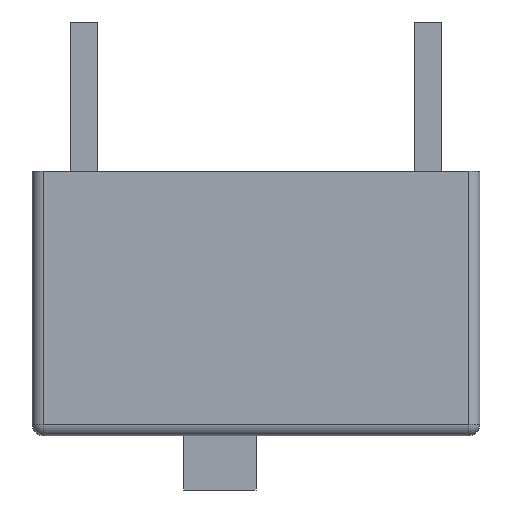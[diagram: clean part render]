
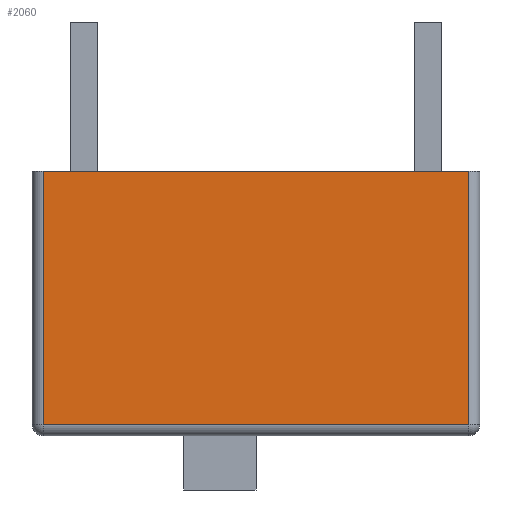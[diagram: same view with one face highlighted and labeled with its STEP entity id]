
A CAD part, left-side view. The second image highlights one B-rep face of the part: STEP entity #2060.
In plain terms, the highlighted planar face has unit normal (-1, 0, 0).
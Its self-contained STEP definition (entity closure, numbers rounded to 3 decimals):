
#140 = EDGE_CURVE ( 'NONE', #1388, #1368, #1077, .T. ) ;
#222 = CARTESIAN_POINT ( 'NONE',  ( -5.76, 4.95, 0.25 ) ) ;
#260 = CARTESIAN_POINT ( 'NONE',  ( -5.76, -4.7, 5.85 ) ) ;
#686 = DIRECTION ( 'NONE',  ( 0., 0., -1. ) ) ;
#708 = VECTOR ( 'NONE', #3145, 1000. ) ;
#829 = VECTOR ( 'NONE', #2053, 1000. ) ;
#849 = DIRECTION ( 'NONE',  ( 0., 1., 0. ) ) ;
#853 = CARTESIAN_POINT ( 'NONE',  ( -5.76, 4.7, 5.85 ) ) ;
#929 = FACE_OUTER_BOUND ( 'NONE', #1577, .T. ) ;
#1077 = LINE ( 'NONE', #1605, #1428 ) ;
#1235 = EDGE_CURVE ( 'NONE', #1388, #2779, #3047, .T. ) ;
#1360 = DIRECTION ( 'NONE',  ( 0., -1., 0. ) ) ;
#1368 = VERTEX_POINT ( 'NONE', #260 ) ;
#1388 = VERTEX_POINT ( 'NONE', #853 ) ;
#1428 = VECTOR ( 'NONE', #1360, 1000. ) ;
#1508 = VERTEX_POINT ( 'NONE', #3316 ) ;
#1571 = ORIENTED_EDGE ( 'NONE', *, *, #1235, .T. ) ;
#1577 = EDGE_LOOP ( 'NONE', ( #3244, #1571, #3404, #2603 ) ) ;
#1605 = CARTESIAN_POINT ( 'NONE',  ( -5.76, 4.95, 5.85 ) ) ;
#1678 = VECTOR ( 'NONE', #686, 1000. ) ;
#1731 = LINE ( 'NONE', #222, #829 ) ;
#1735 = EDGE_CURVE ( 'NONE', #1508, #1368, #1815, .T. ) ;
#1815 = LINE ( 'NONE', #2881, #708 ) ;
#2053 = DIRECTION ( 'NONE',  ( 0., -1., 0. ) ) ;
#2060 = ADVANCED_FACE ( 'NONE', ( #929 ), #2156, .F. ) ;
#2142 = CARTESIAN_POINT ( 'NONE',  ( -5.76, 4.95, 5.85 ) ) ;
#2156 = PLANE ( 'NONE',  #2221 ) ;
#2221 = AXIS2_PLACEMENT_3D ( 'NONE', #2142, #2413, #849 ) ;
#2377 = EDGE_CURVE ( 'NONE', #2779, #1508, #1731, .T. ) ;
#2413 = DIRECTION ( 'NONE',  ( 1., 0., 0. ) ) ;
#2603 = ORIENTED_EDGE ( 'NONE', *, *, #1735, .T. ) ;
#2779 = VERTEX_POINT ( 'NONE', #3305 ) ;
#2881 = CARTESIAN_POINT ( 'NONE',  ( -5.76, -4.7, 5.85 ) ) ;
#3047 = LINE ( 'NONE', #3326, #1678 ) ;
#3145 = DIRECTION ( 'NONE',  ( 0., 0., 1. ) ) ;
#3244 = ORIENTED_EDGE ( 'NONE', *, *, #140, .F. ) ;
#3305 = CARTESIAN_POINT ( 'NONE',  ( -5.76, 4.7, 0.25 ) ) ;
#3316 = CARTESIAN_POINT ( 'NONE',  ( -5.76, -4.7, 0.25 ) ) ;
#3326 = CARTESIAN_POINT ( 'NONE',  ( -5.76, 4.7, 5.85 ) ) ;
#3404 = ORIENTED_EDGE ( 'NONE', *, *, #2377, .T. ) ;
